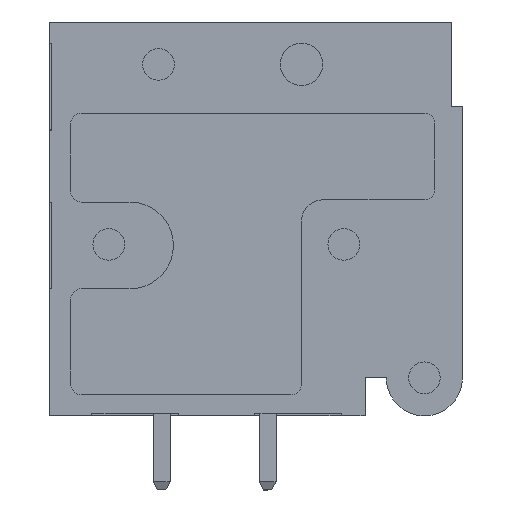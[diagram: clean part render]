
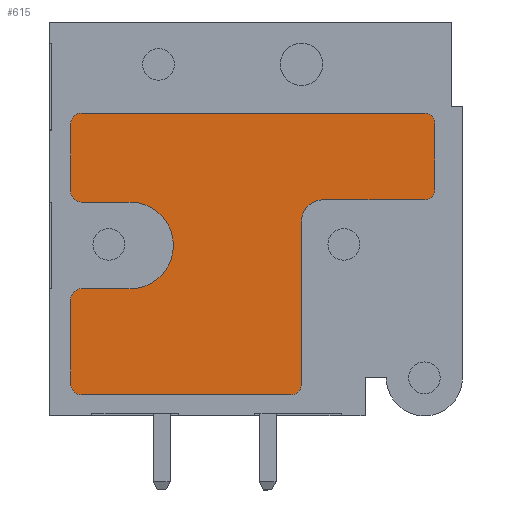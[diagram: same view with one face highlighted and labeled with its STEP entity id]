
A CAD part, left-side view. The second image highlights one B-rep face of the part: STEP entity #615.
In plain terms, the highlighted planar face has unit normal (-1, 0, 0).
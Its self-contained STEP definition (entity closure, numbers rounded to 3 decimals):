
#615 = ADVANCED_FACE( '', ( #1441 ), #1442, .F. );
#1441 = FACE_OUTER_BOUND( '', #2640, .T. );
#1442 = PLANE( '', #2641 );
#2640 = EDGE_LOOP( '', ( #4389, #4390, #4391, #4392, #4393, #4394, #4395, #4396, #4397, #4398, #4399, #4400, #4401, #4402, #4403, #4404, #4405, #4406 ) );
#2641 = AXIS2_PLACEMENT_3D( '', #4407, #4408, #4409 );
#4389 = ORIENTED_EDGE( '', *, *, #7534, .T. );
#4390 = ORIENTED_EDGE( '', *, *, #7535, .T. );
#4391 = ORIENTED_EDGE( '', *, *, #7536, .T. );
#4392 = ORIENTED_EDGE( '', *, *, #7537, .T. );
#4393 = ORIENTED_EDGE( '', *, *, #7538, .T. );
#4394 = ORIENTED_EDGE( '', *, *, #7539, .T. );
#4395 = ORIENTED_EDGE( '', *, *, #7540, .T. );
#4396 = ORIENTED_EDGE( '', *, *, #7541, .T. );
#4397 = ORIENTED_EDGE( '', *, *, #7542, .T. );
#4398 = ORIENTED_EDGE( '', *, *, #7543, .T. );
#4399 = ORIENTED_EDGE( '', *, *, #7544, .T. );
#4400 = ORIENTED_EDGE( '', *, *, #7545, .T. );
#4401 = ORIENTED_EDGE( '', *, *, #7546, .T. );
#4402 = ORIENTED_EDGE( '', *, *, #7547, .T. );
#4403 = ORIENTED_EDGE( '', *, *, #7490, .T. );
#4404 = ORIENTED_EDGE( '', *, *, #7548, .T. );
#4405 = ORIENTED_EDGE( '', *, *, #7549, .T. );
#4406 = ORIENTED_EDGE( '', *, *, #7550, .T. );
#4407 = CARTESIAN_POINT( '', ( -2.3, 5.7, -0.15 ) );
#4408 = DIRECTION( '', ( 1., 0., 0. ) );
#4409 = DIRECTION( '', ( 0., 0., -1. ) );
#7490 = EDGE_CURVE( '', #8847, #8845, #8848, .T. );
#7534 = EDGE_CURVE( '', #8924, #8925, #8926, .T. );
#7535 = EDGE_CURVE( '', #8925, #8927, #8928, .F. );
#7536 = EDGE_CURVE( '', #8927, #8929, #8930, .T. );
#7537 = EDGE_CURVE( '', #8929, #8931, #8932, .T. );
#7538 = EDGE_CURVE( '', #8931, #8933, #8934, .T. );
#7539 = EDGE_CURVE( '', #8933, #8935, #8936, .F. );
#7540 = EDGE_CURVE( '', #8935, #8937, #8938, .T. );
#7541 = EDGE_CURVE( '', #8937, #8939, #8940, .F. );
#7542 = EDGE_CURVE( '', #8939, #8941, #8942, .T. );
#7543 = EDGE_CURVE( '', #8941, #8943, #8944, .F. );
#7544 = EDGE_CURVE( '', #8943, #8945, #8946, .T. );
#7545 = EDGE_CURVE( '', #8945, #8947, #8948, .T. );
#7546 = EDGE_CURVE( '', #8947, #8949, #8950, .T. );
#7547 = EDGE_CURVE( '', #8949, #8847, #8951, .F. );
#7548 = EDGE_CURVE( '', #8845, #8952, #8953, .F. );
#7549 = EDGE_CURVE( '', #8952, #8954, #8955, .T. );
#7550 = EDGE_CURVE( '', #8954, #8924, #8956, .F. );
#8845 = VERTEX_POINT( '', #10810 );
#8847 = VERTEX_POINT( '', #10813 );
#8848 = LINE( '', #10814, #10815 );
#8924 = VERTEX_POINT( '', #10952 );
#8925 = VERTEX_POINT( '', #10953 );
#8926 = LINE( '', #10954, #10955 );
#8927 = VERTEX_POINT( '', #10956 );
#8928 = CIRCLE( '', #10957, 0.5 );
#8929 = VERTEX_POINT( '', #10958 );
#8930 = LINE( '', #10959, #10960 );
#8931 = VERTEX_POINT( '', #10961 );
#8932 = CIRCLE( '', #10962, 2.05 );
#8933 = VERTEX_POINT( '', #10963 );
#8934 = LINE( '', #10964, #10965 );
#8935 = VERTEX_POINT( '', #10966 );
#8936 = CIRCLE( '', #10967, 0.5 );
#8937 = VERTEX_POINT( '', #10968 );
#8938 = LINE( '', #10969, #10970 );
#8939 = VERTEX_POINT( '', #10971 );
#8940 = CIRCLE( '', #10972, 0.5 );
#8941 = VERTEX_POINT( '', #10973 );
#8942 = LINE( '', #10974, #10975 );
#8943 = VERTEX_POINT( '', #10976 );
#8944 = CIRCLE( '', #10977, 0.5 );
#8945 = VERTEX_POINT( '', #10978 );
#8946 = LINE( '', #10979, #10980 );
#8947 = VERTEX_POINT( '', #10981 );
#8948 = CIRCLE( '', #10982, 1. );
#8949 = VERTEX_POINT( '', #10983 );
#8950 = LINE( '', #10984, #10985 );
#8951 = CIRCLE( '', #10986, 0.5 );
#8952 = VERTEX_POINT( '', #10987 );
#8953 = CIRCLE( '', #10988, 0.5 );
#8954 = VERTEX_POINT( '', #10989 );
#8955 = LINE( '', #10990, #10991 );
#8956 = CIRCLE( '', #10992, 0.5 );
#10810 = CARTESIAN_POINT( '', ( -2.3, -8.7, 5.6 ) );
#10813 = CARTESIAN_POINT( '', ( -2.3, -8.7, 2.5 ) );
#10814 = CARTESIAN_POINT( '', ( -2.3, -8.7, 2. ) );
#10815 = VECTOR( '', #13562, 1000. );
#10952 = CARTESIAN_POINT( '', ( -2.3, 8.5, 5.6 ) );
#10953 = CARTESIAN_POINT( '', ( -2.3, 8.5, 2.4 ) );
#10954 = CARTESIAN_POINT( '', ( -2.3, 8.5, 6.1 ) );
#10955 = VECTOR( '', #13608, 1000. );
#10956 = CARTESIAN_POINT( '', ( -2.3, 8., 1.9 ) );
#10957 = AXIS2_PLACEMENT_3D( '', #13609, #13610, #13611 );
#10958 = CARTESIAN_POINT( '', ( -2.3, 5.7, 1.9 ) );
#10959 = CARTESIAN_POINT( '', ( -2.3, 8.5, 1.9 ) );
#10960 = VECTOR( '', #13612, 1000. );
#10961 = CARTESIAN_POINT( '', ( -2.3, 5.7, -2.2 ) );
#10962 = AXIS2_PLACEMENT_3D( '', #13613, #13614, #13615 );
#10963 = CARTESIAN_POINT( '', ( -2.3, 8., -2.2 ) );
#10964 = CARTESIAN_POINT( '', ( -2.3, 8.5, -2.2 ) );
#10965 = VECTOR( '', #13616, 1000. );
#10966 = CARTESIAN_POINT( '', ( -2.3, 8.5, -2.7 ) );
#10967 = AXIS2_PLACEMENT_3D( '', #13617, #13618, #13619 );
#10968 = CARTESIAN_POINT( '', ( -2.3, 8.5, -6.7 ) );
#10969 = CARTESIAN_POINT( '', ( -2.3, 8.5, -2.2 ) );
#10970 = VECTOR( '', #13620, 1000. );
#10971 = CARTESIAN_POINT( '', ( -2.3, 8., -7.2 ) );
#10972 = AXIS2_PLACEMENT_3D( '', #13621, #13622, #13623 );
#10973 = CARTESIAN_POINT( '', ( -2.3, -1.9, -7.2 ) );
#10974 = CARTESIAN_POINT( '', ( -2.3, 8.5, -7.2 ) );
#10975 = VECTOR( '', #13624, 1000. );
#10976 = CARTESIAN_POINT( '', ( -2.3, -2.4, -6.7 ) );
#10977 = AXIS2_PLACEMENT_3D( '', #13625, #13626, #13627 );
#10978 = CARTESIAN_POINT( '', ( -2.3, -2.4, 1. ) );
#10979 = CARTESIAN_POINT( '', ( -2.3, -2.4, -7.2 ) );
#10980 = VECTOR( '', #13628, 1000. );
#10981 = CARTESIAN_POINT( '', ( -2.3, -3.4, 2. ) );
#10982 = AXIS2_PLACEMENT_3D( '', #13629, #13630, #13631 );
#10983 = CARTESIAN_POINT( '', ( -2.3, -8.2, 2. ) );
#10984 = CARTESIAN_POINT( '', ( -2.3, -2.4, 2. ) );
#10985 = VECTOR( '', #13632, 1000. );
#10986 = AXIS2_PLACEMENT_3D( '', #13633, #13634, #13635 );
#10987 = CARTESIAN_POINT( '', ( -2.3, -8.2, 6.1 ) );
#10988 = AXIS2_PLACEMENT_3D( '', #13636, #13637, #13638 );
#10989 = CARTESIAN_POINT( '', ( -2.3, 8., 6.1 ) );
#10990 = CARTESIAN_POINT( '', ( -2.3, -8.7, 6.1 ) );
#10991 = VECTOR( '', #13639, 1000. );
#10992 = AXIS2_PLACEMENT_3D( '', #13640, #13641, #13642 );
#13562 = DIRECTION( '', ( 0., 0., 1. ) );
#13608 = DIRECTION( '', ( 0., 0., -1. ) );
#13609 = CARTESIAN_POINT( '', ( -2.3, 8., 2.4 ) );
#13610 = DIRECTION( '', ( 1., 0., 0. ) );
#13611 = DIRECTION( '', ( 0., 0., -1. ) );
#13612 = DIRECTION( '', ( 0., -1., 0. ) );
#13613 = CARTESIAN_POINT( '', ( -2.3, 5.7, -0.15 ) );
#13614 = DIRECTION( '', ( 1., 0., 0. ) );
#13615 = DIRECTION( '', ( 0., 1., 0. ) );
#13616 = DIRECTION( '', ( 0., 1., 0. ) );
#13617 = CARTESIAN_POINT( '', ( -2.3, 8., -2.7 ) );
#13618 = DIRECTION( '', ( 1., 0., 0. ) );
#13619 = DIRECTION( '', ( 0., 0., -1. ) );
#13620 = DIRECTION( '', ( 0., 0., -1. ) );
#13621 = CARTESIAN_POINT( '', ( -2.3, 8., -6.7 ) );
#13622 = DIRECTION( '', ( 1., 0., 0. ) );
#13623 = DIRECTION( '', ( 0., 0., -1. ) );
#13624 = DIRECTION( '', ( 0., -1., 0. ) );
#13625 = CARTESIAN_POINT( '', ( -2.3, -1.9, -6.7 ) );
#13626 = DIRECTION( '', ( 1., 0., 0. ) );
#13627 = DIRECTION( '', ( 0., 0., -1. ) );
#13628 = DIRECTION( '', ( 0., 0., 1. ) );
#13629 = CARTESIAN_POINT( '', ( -2.3, -3.4, 1. ) );
#13630 = DIRECTION( '', ( 1., 0., 0. ) );
#13631 = DIRECTION( '', ( 0., 0., -1. ) );
#13632 = DIRECTION( '', ( 0., -1., 0. ) );
#13633 = CARTESIAN_POINT( '', ( -2.3, -8.2, 2.5 ) );
#13634 = DIRECTION( '', ( 1., 0., 0. ) );
#13635 = DIRECTION( '', ( 0., 0., -1. ) );
#13636 = CARTESIAN_POINT( '', ( -2.3, -8.2, 5.6 ) );
#13637 = DIRECTION( '', ( 1., 0., 0. ) );
#13638 = DIRECTION( '', ( 0., 0., -1. ) );
#13639 = DIRECTION( '', ( 0., 1., 0. ) );
#13640 = CARTESIAN_POINT( '', ( -2.3, 8., 5.6 ) );
#13641 = DIRECTION( '', ( 1., 0., 0. ) );
#13642 = DIRECTION( '', ( 0., 0., -1. ) );
